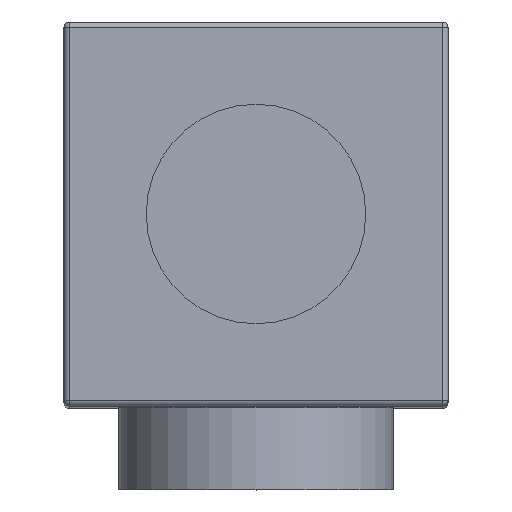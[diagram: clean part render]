
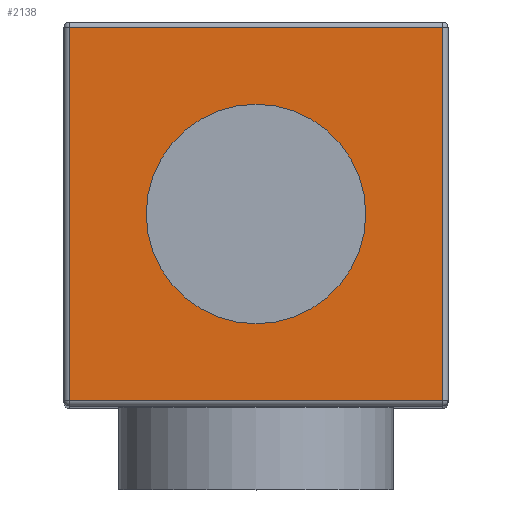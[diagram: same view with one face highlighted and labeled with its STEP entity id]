
A CAD part, top view. The second image highlights one B-rep face of the part: STEP entity #2138.
In plain terms, the highlighted planar face has unit normal (0, 0, 1).
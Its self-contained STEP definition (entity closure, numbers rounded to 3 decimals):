
#56=DIRECTION('',(0.,-1.,0.));
#57=VECTOR('',#56,68.);
#58=CARTESIAN_POINT('',(-34.,34.,0.));
#59=LINE('',#58,#57);
#64=DIRECTION('',(-1.,0.,0.));
#65=VECTOR('',#64,68.);
#66=CARTESIAN_POINT('',(34.,34.,0.));
#67=LINE('',#66,#65);
#71=DIRECTION('',(0.,1.,0.));
#72=VECTOR('',#71,68.);
#73=CARTESIAN_POINT('',(34.,-34.,0.));
#74=LINE('',#73,#72);
#78=DIRECTION('',(1.,0.,0.));
#79=VECTOR('',#78,68.);
#80=CARTESIAN_POINT('',(-34.,-34.,0.));
#81=LINE('',#80,#79);
#85=CARTESIAN_POINT('',(0.,0.,0.));
#86=DIRECTION('',(0.,0.,1.));
#87=DIRECTION('',(1.,0.,0.));
#88=AXIS2_PLACEMENT_3D('',#85,#86,#87);
#93=CARTESIAN_POINT('',(0.,0.,0.));
#94=DIRECTION('',(0.,0.,1.));
#95=DIRECTION('',(-1.,0.,0.));
#96=AXIS2_PLACEMENT_3D('',#93,#94,#95);
#1849=CARTESIAN_POINT('',(-34.,34.,0.));
#1850=CARTESIAN_POINT('',(-34.,-34.,0.));
#1851=VERTEX_POINT('',#1849);
#1852=VERTEX_POINT('',#1850);
#1861=CARTESIAN_POINT('',(34.,-34.,0.));
#1862=VERTEX_POINT('',#1861);
#1871=CARTESIAN_POINT('',(34.,34.,0.));
#1872=VERTEX_POINT('',#1871);
#2113=CARTESIAN_POINT('',(20.,0.,0.));
#2114=CARTESIAN_POINT('',(-20.,0.,0.));
#2115=VERTEX_POINT('',#2113);
#2116=VERTEX_POINT('',#2114);
#2117=CARTESIAN_POINT('',(0.,0.,0.));
#2118=DIRECTION('',(0.,0.,1.));
#2119=DIRECTION('',(1.,0.,0.));
#2120=AXIS2_PLACEMENT_3D('',#2117,#2118,#2119);
#2121=PLANE('',#2120);
#2123=ORIENTED_EDGE('',*,*,#2122,.F.);
#2125=ORIENTED_EDGE('',*,*,#2124,.F.);
#2127=ORIENTED_EDGE('',*,*,#2126,.F.);
#2129=ORIENTED_EDGE('',*,*,#2128,.F.);
#2130=EDGE_LOOP('',(#2123,#2125,#2127,#2129));
#2131=FACE_OUTER_BOUND('',#2130,.F.);
#2133=ORIENTED_EDGE('',*,*,#2132,.T.);
#2135=ORIENTED_EDGE('',*,*,#2134,.T.);
#2136=EDGE_LOOP('',(#2133,#2135));
#2137=FACE_BOUND('',#2136,.F.);
#2138=ADVANCED_FACE('',(#2131,#2137),#2121,.T.);
#89=CIRCLE('',#88,20.);
#97=CIRCLE('',#96,20.);
#2122=EDGE_CURVE('',#1851,#1852,#59,.T.);
#2124=EDGE_CURVE('',#1872,#1851,#67,.T.);
#2126=EDGE_CURVE('',#1862,#1872,#74,.T.);
#2128=EDGE_CURVE('',#1852,#1862,#81,.T.);
#2132=EDGE_CURVE('',#2115,#2116,#89,.T.);
#2134=EDGE_CURVE('',#2116,#2115,#97,.T.);
